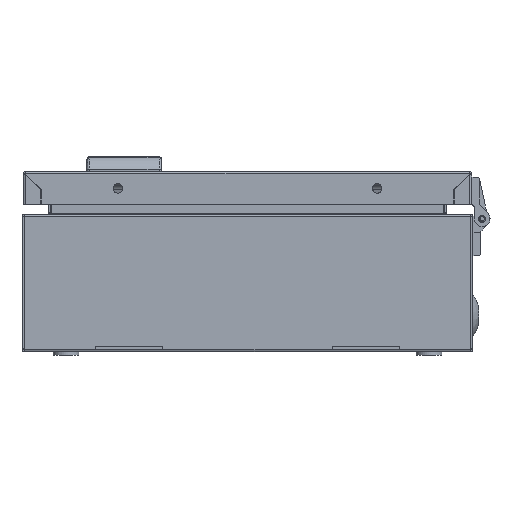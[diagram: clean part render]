
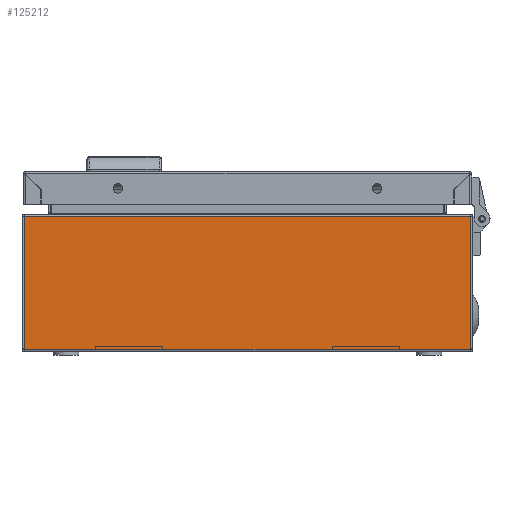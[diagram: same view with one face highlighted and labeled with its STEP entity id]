
A CAD part, left-side view. The second image highlights one B-rep face of the part: STEP entity #125212.
In plain terms, the highlighted planar face has unit normal (-1, 0, 0).
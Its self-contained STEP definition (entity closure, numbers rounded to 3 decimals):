
#36912 = LINE ( 'NONE', #36915, #44636 ) ;
#36915 = CARTESIAN_POINT ( 'NONE',  ( -150., -99., 59.043 ) ) ;
#36917 = DIRECTION ( 'NONE',  ( 0., 0., -1. ) ) ;
#40879 = CARTESIAN_POINT ( 'NONE',  ( -150., 99., 59.043 ) ) ;
#40894 = LINE ( 'NONE', #40879, #44624 ) ;
#40904 = DIRECTION ( 'NONE',  ( 0., 0., 1. ) ) ;
#41386 = CARTESIAN_POINT ( 'NONE',  ( -150., 87., 0.1 ) ) ;
#41390 = LINE ( 'NONE', #41386, #44497 ) ;
#41397 = LINE ( 'NONE', #41414, #44492 ) ;
#41398 = DIRECTION ( 'NONE',  ( 0., -1., 0. ) ) ;
#41401 = LINE ( 'NONE', #41402, #44494 ) ;
#41402 = CARTESIAN_POINT ( 'NONE',  ( -150., -463.219, 1.143 ) ) ;
#41403 = DIRECTION ( 'NONE',  ( 0., -1., 0. ) ) ;
#41404 = LINE ( 'NONE', #41406, #44493 ) ;
#41406 = CARTESIAN_POINT ( 'NONE',  ( -150., -463.219, 1.143 ) ) ;
#41407 = DIRECTION ( 'NONE',  ( 0., 1., 0. ) ) ;
#41410 = LINE ( 'NONE', #41412, #44491 ) ;
#41412 = CARTESIAN_POINT ( 'NONE',  ( -150., 87., 58.943 ) ) ;
#41413 = DIRECTION ( 'NONE',  ( 0., -1., 0. ) ) ;
#41414 = CARTESIAN_POINT ( 'NONE',  ( -150., 98.75, -148.957 ) ) ;
#41415 = DIRECTION ( 'NONE',  ( 0., 0., -1. ) ) ;
#41416 = LINE ( 'NONE', #41417, #44489 ) ;
#41417 = CARTESIAN_POINT ( 'NONE',  ( -150., -98.75, -148.957 ) ) ;
#41418 = DIRECTION ( 'NONE',  ( 0., 0., -1. ) ) ;
#43343 = CARTESIAN_POINT ( 'NONE',  ( -150., -98.75, 0.1 ) ) ;
#43362 = CARTESIAN_POINT ( 'NONE',  ( -150., 98.75, 0.1 ) ) ;
#43384 = CARTESIAN_POINT ( 'NONE',  ( -150., -99., 58.943 ) ) ;
#43601 = CARTESIAN_POINT ( 'NONE',  ( -150., 98.75, 1.143 ) ) ;
#43641 = CARTESIAN_POINT ( 'NONE',  ( -150., -98.75, 1.143 ) ) ;
#43779 = CARTESIAN_POINT ( 'NONE',  ( -150., -99., 1.143 ) ) ;
#43780 = CARTESIAN_POINT ( 'NONE',  ( -150., 99., 1.143 ) ) ;
#43784 = CARTESIAN_POINT ( 'NONE',  ( -150., 99., 58.943 ) ) ;
#44489 = VECTOR ( 'NONE', #41418, 1000. ) ;
#44491 = VECTOR ( 'NONE', #41413, 1000. ) ;
#44492 = VECTOR ( 'NONE', #41415, 1000. ) ;
#44493 = VECTOR ( 'NONE', #41407, 1000. ) ;
#44494 = VECTOR ( 'NONE', #41403, 1000. ) ;
#44497 = VECTOR ( 'NONE', #41398, 1000. ) ;
#44624 = VECTOR ( 'NONE', #40904, 1000. ) ;
#44636 = VECTOR ( 'NONE', #36917, 1000. ) ;
#48074 = CARTESIAN_POINT ( 'NONE',  ( -150., 87., -382.957 ) ) ;
#48082 = FACE_OUTER_BOUND ( 'NONE', #117378, .T. ) ;
#48083 = PLANE ( 'NONE',  #107192 ) ;
#48085 = DIRECTION ( 'NONE',  ( -1., 0., 0. ) ) ;
#48086 = DIRECTION ( 'NONE',  ( 0., 0., 1. ) ) ;
#53746 = ORIENTED_EDGE ( 'NONE', *, *, #91196, .F. ) ;
#53747 = ORIENTED_EDGE ( 'NONE', *, *, #87928, .F. ) ;
#53748 = ORIENTED_EDGE ( 'NONE', *, *, #91184, .T. ) ;
#53749 = ORIENTED_EDGE ( 'NONE', *, *, #91199, .T. ) ;
#53750 = ORIENTED_EDGE ( 'NONE', *, *, #90350, .T. ) ;
#53751 = ORIENTED_EDGE ( 'NONE', *, *, #91202, .F. ) ;
#53752 = ORIENTED_EDGE ( 'NONE', *, *, #91189, .F. ) ;
#53753 = ORIENTED_EDGE ( 'NONE', *, *, #60116, .F. ) ;
#60116 = EDGE_CURVE ( 'NONE', #93920, #95401, #36912, .T. ) ;
#87928 = EDGE_CURVE ( 'NONE', #95404, #95415, #40894, .T. ) ;
#90350 = EDGE_CURVE ( 'NONE', #93835, #93782, #41390, .T. ) ;
#91184 = EDGE_CURVE ( 'NONE', #95404, #94751, #41401, .T. ) ;
#91189 = EDGE_CURVE ( 'NONE', #95401, #94906, #41404, .T. ) ;
#91196 = EDGE_CURVE ( 'NONE', #95415, #93920, #41410, .T. ) ;
#91199 = EDGE_CURVE ( 'NONE', #94751, #93835, #41397, .T. ) ;
#91202 = EDGE_CURVE ( 'NONE', #94906, #93782, #41416, .T. ) ;
#93782 = VERTEX_POINT ( 'NONE', #43343 ) ;
#93835 = VERTEX_POINT ( 'NONE', #43362 ) ;
#93920 = VERTEX_POINT ( 'NONE', #43384 ) ;
#94751 = VERTEX_POINT ( 'NONE', #43601 ) ;
#94906 = VERTEX_POINT ( 'NONE', #43641 ) ;
#95401 = VERTEX_POINT ( 'NONE', #43779 ) ;
#95404 = VERTEX_POINT ( 'NONE', #43780 ) ;
#95415 = VERTEX_POINT ( 'NONE', #43784 ) ;
#107192 = AXIS2_PLACEMENT_3D ( 'NONE', #48074, #48085, #48086 ) ;
#117378 = EDGE_LOOP ( 'NONE', ( #53746, #53747, #53748, #53749, #53750, #53751, #53752, #53753 ) ) ;
#125212 = ADVANCED_FACE ( 'NONE', ( #48082 ), #48083, .T. ) ;
